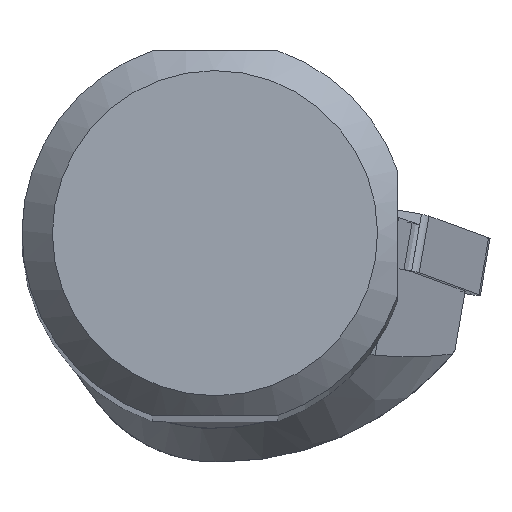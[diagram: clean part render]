
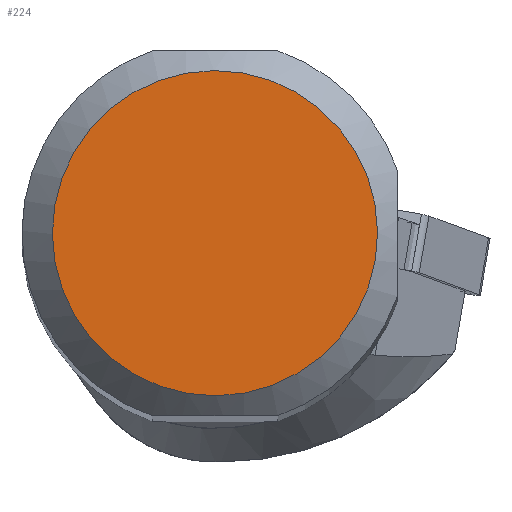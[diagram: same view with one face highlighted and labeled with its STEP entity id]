
A CAD part, top view. The second image highlights one B-rep face of the part: STEP entity #224.
In plain terms, the highlighted planar face has unit normal (0, 0, 1).
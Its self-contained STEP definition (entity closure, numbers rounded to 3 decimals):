
#165=FACE_OUTER_BOUND('',#485,.T.);
#224=ADVANCED_FACE('CU_SU_BP3',(#165),#272,.F.);
#272=PLANE('',#1300);
#485=EDGE_LOOP('',(#690));
#690=ORIENTED_EDGE('',*,*,#1049,.T.);
#923=VERTEX_POINT('',#2077);
#1049=EDGE_CURVE('',#923,#923,#1127,.T.);
#1127=CIRCLE('',#1293,13.364);
#1293=AXIS2_PLACEMENT_3D('',#2076,#1542,#1543);
#1300=AXIS2_PLACEMENT_3D('',#2110,#1558,#1559);
#1542=DIRECTION('',(0.,0.,1.));
#1543=DIRECTION('',(-0.986,0.168,0.));
#1558=DIRECTION('',(0.,0.,-1.));
#1559=DIRECTION('',(-0.986,0.168,0.));
#2076=CARTESIAN_POINT('',(0.,0.,0.));
#2077=CARTESIAN_POINT('',(-13.174,2.247,0.));
#2110=CARTESIAN_POINT('',(-15.864,0.,0.));
